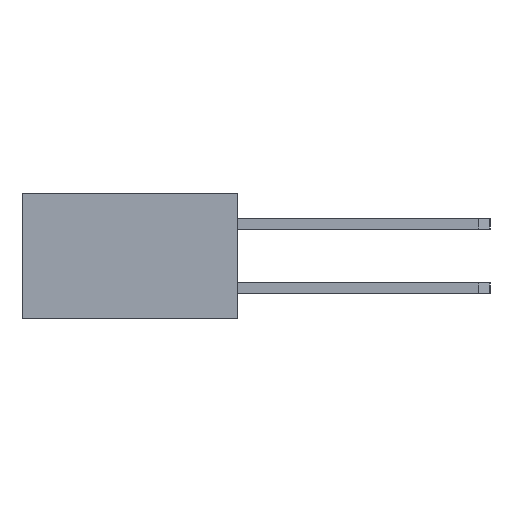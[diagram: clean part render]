
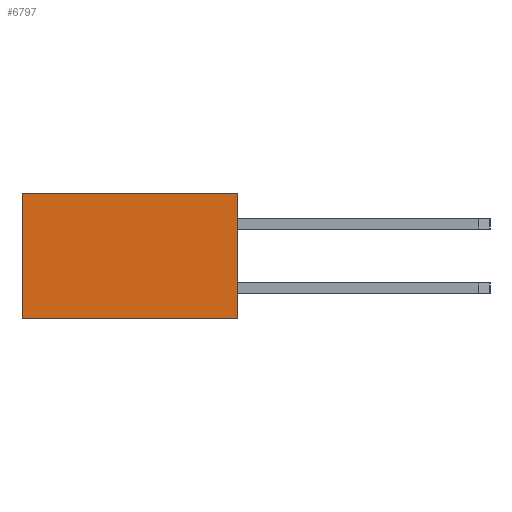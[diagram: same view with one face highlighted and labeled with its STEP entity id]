
A CAD part, left-side view. The second image highlights one B-rep face of the part: STEP entity #6797.
In plain terms, the highlighted planar face has unit normal (-1, 0, 0).
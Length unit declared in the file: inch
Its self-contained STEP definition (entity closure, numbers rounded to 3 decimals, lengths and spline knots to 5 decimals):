
#615=ORIENTED_EDGE('',*,*,#2376,.T.);
#616=ORIENTED_EDGE('',*,*,#2011,.F.);
#617=ORIENTED_EDGE('',*,*,#2403,.F.);
#618=ORIENTED_EDGE('',*,*,#2003,.T.);
#2003=EDGE_CURVE('',#2964,#2963,#3603,.T.);
#2011=EDGE_CURVE('',#2971,#2972,#3611,.T.);
#2376=EDGE_CURVE('',#2963,#2972,#3976,.T.);
#2403=EDGE_CURVE('',#2964,#2971,#4003,.T.);
#2963=VERTEX_POINT('',#9177);
#2964=VERTEX_POINT('',#9179);
#2971=VERTEX_POINT('',#9194);
#2972=VERTEX_POINT('',#9196);
#3603=LINE('',#9178,#4563);
#3611=LINE('',#9195,#4571);
#3976=LINE('',#9924,#4936);
#4003=LINE('',#9965,#4963);
#4563=VECTOR('',#7461,39.37008);
#4571=VECTOR('',#7471,39.37008);
#4936=VECTOR('',#8046,39.37008);
#4963=VECTOR('',#8101,39.37008);
#5591=EDGE_LOOP('',(#615,#616,#617,#618));
#6019=FACE_BOUND('',#5591,.T.);
#6447=PLANE('',#7173);
#6797=ADVANCED_FACE('',(#6019),#6447,.F.);
#7173=AXIS2_PLACEMENT_3D('',#9964,#8099,#8100);
#7461=DIRECTION('',(0.,-1.,0.));
#7471=DIRECTION('',(0.,-1.,0.));
#8046=DIRECTION('',(0.,0.,1.));
#8099=DIRECTION('',(1.,0.,0.));
#8100=DIRECTION('',(0.,0.,-1.));
#8101=DIRECTION('',(0.,0.,1.));
#9177=CARTESIAN_POINT('',(-0.66,0.,-0.0975));
#9178=CARTESIAN_POINT('',(-0.66,0.335,-0.0975));
#9179=CARTESIAN_POINT('',(-0.66,0.335,-0.0975));
#9194=CARTESIAN_POINT('',(-0.66,0.335,0.0975));
#9195=CARTESIAN_POINT('',(-0.66,0.335,0.0975));
#9196=CARTESIAN_POINT('',(-0.66,0.,0.0975));
#9924=CARTESIAN_POINT('',(-0.66,0.,-0.0975));
#9964=CARTESIAN_POINT('',(-0.66,0.335,-0.0975));
#9965=CARTESIAN_POINT('',(-0.66,0.335,-0.0975));
